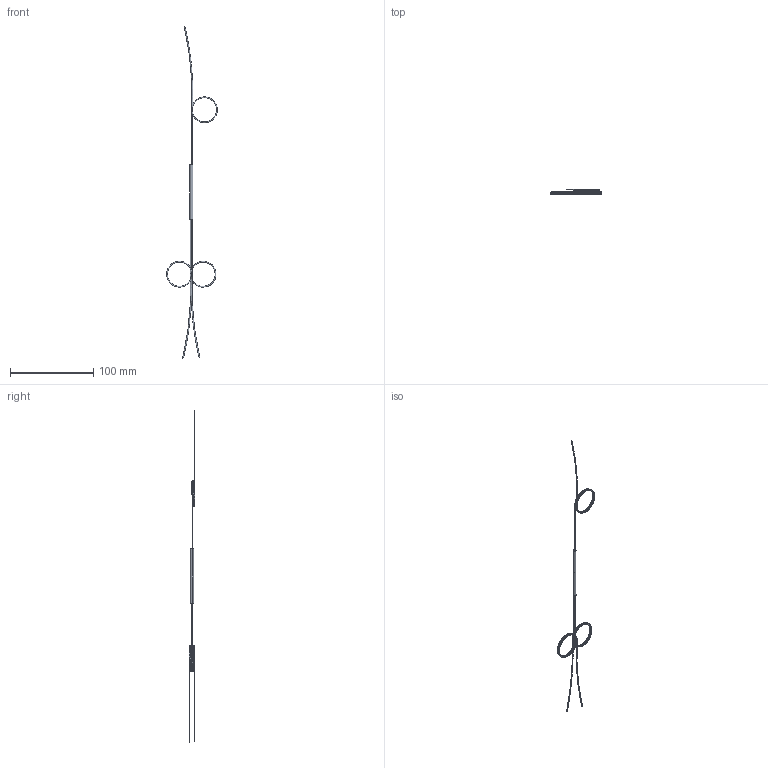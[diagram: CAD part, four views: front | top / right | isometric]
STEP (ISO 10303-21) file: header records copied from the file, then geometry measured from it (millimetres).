
FILE_DESCRIPTION (( 'STEP AP214' ), '1' );
FILE_NAME ('13895-E0W.STEP', '2011-11-19T13:05:20', ( 'Admin' ), ( '' ), 'SwSTEP 2.0', 'SolidWorks 2011', '' );
FILE_SCHEMA (( 'AUTOMOTIVE_DESIGN' ));
Length unit declared in the file: inch
Products named in the file (1): 13895-E0W
Bounding box: 60.96 x 6.9 x 399.8 mm (x, y, z)
Volume: 1109.9 mm3; surface area: 5627.1 mm2
Topology: 4 solids, 4 shells, 46 faces, 90 edges, 54 vertices
Faces by surface type: cylinder 18, bspline 18, plane 10
Entity records: 4465 total; most frequent: CARTESIAN_POINT 2915, ORIENTED_EDGE 180, DIRECTION 178, EDGE_CURVE 90, AXIS2_PLACEMENT_3D 77, EDGE_LOOP 54, VERTEX_POINT 54, UNCERTAINTY_MEASURE_WITH_UNIT 52
